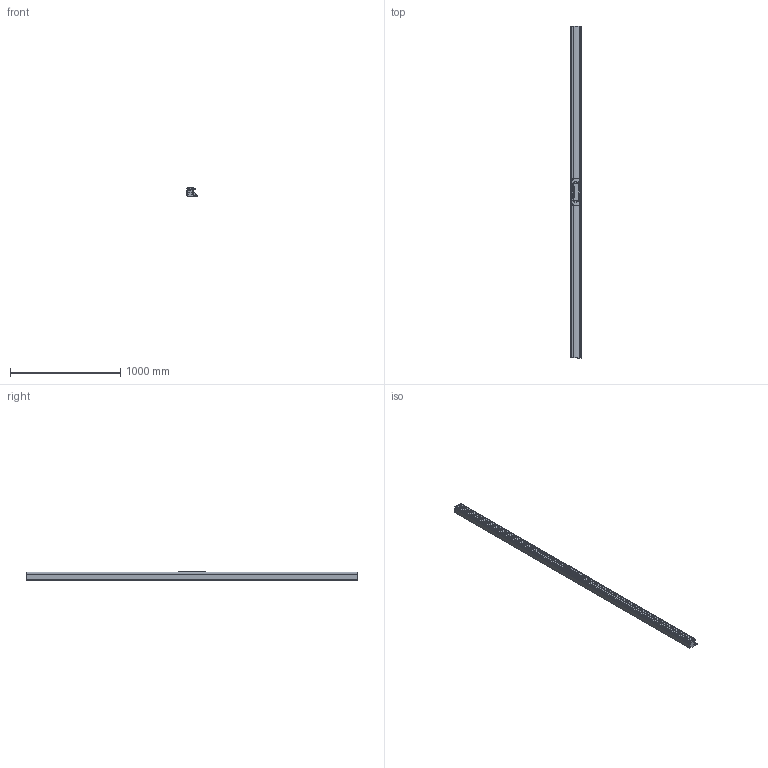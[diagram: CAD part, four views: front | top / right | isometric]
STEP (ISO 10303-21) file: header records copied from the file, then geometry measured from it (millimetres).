
FILE_DESCRIPTION (( 'STEP AP214' ), '1' );
FILE_NAME ('CPREG6300BL_STPALL.STEP', '2023-06-07T14:10:40', ( '' ), ( '' ), 'SwSTEP 2.0', 'SolidWorks 2020', '' );
FILE_SCHEMA (( 'AUTOMOTIVE_DESIGN' ));
Length unit declared in the file: millimetre
Products named in the file (3): CPREG6_300-EMLH-L_300-L; CPREG6_300-APH_300; CPREG6300BL_STPALL
Assembly tree (2 placements, depth 2):
  CPREG6300BL_STPALL
    CPREG6_300-EMLH-L_300-L
    CPREG6_300-APH_300
Bounding box: 94.4 x 3006 x 76.7 mm (x, y, z)
Volume: 4436361.8 mm3; surface area: 3477018 mm2
Topology: 66 solids, 66 shells, 3565 faces, 9690 edges, 6255 vertices
Faces by surface type: plane 1449, cylinder 1082, cone 772, bspline 190, torus 72
Entity records: 176065 total; most frequent: CARTESIAN_POINT 46873, ORIENTED_EDGE 19348, DIRECTION 18192, EDGE_CURVE 9674, AXIS2_PLACEMENT_3D 6768, VERTEX_POINT 6255, LINE 4656, VECTOR 4656
